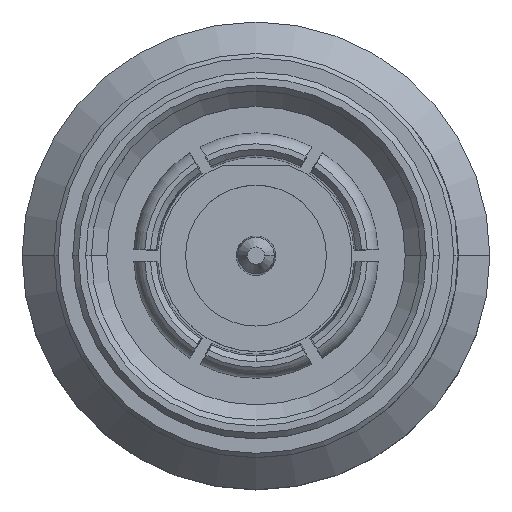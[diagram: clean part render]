
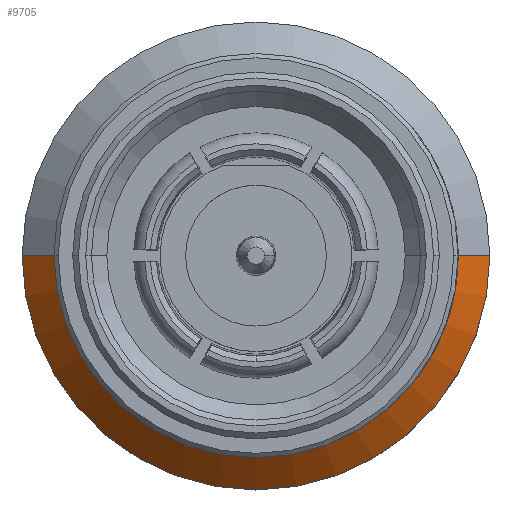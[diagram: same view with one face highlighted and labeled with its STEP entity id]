
A CAD part, top view. The second image highlights one B-rep face of the part: STEP entity #9705.
In plain terms, the highlighted conical face has half-angle 45 degrees and reference radius 8.1 mm.
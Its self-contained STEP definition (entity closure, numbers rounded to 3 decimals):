
#988 = CARTESIAN_POINT ( 'NONE',  ( 8.1, 0., -5.9 ) ) ;
#1541 = DIRECTION ( 'NONE',  ( -0.707, 0., -0.707 ) ) ;
#1884 = EDGE_CURVE ( 'NONE', #15717, #12956, #5046, .T. ) ;
#2287 = DIRECTION ( 'NONE',  ( 0., 0., 1. ) ) ;
#2348 = DIRECTION ( 'NONE',  ( 1., 0., 0. ) ) ;
#2510 = ORIENTED_EDGE ( 'NONE', *, *, #4952, .F. ) ;
#2747 = AXIS2_PLACEMENT_3D ( 'NONE', #11081, #2287, #2348 ) ;
#3366 = CARTESIAN_POINT ( 'NONE',  ( -6.35, 0., -4.15 ) ) ;
#3832 = DIRECTION ( 'NONE',  ( 1., 0., 0. ) ) ;
#4262 = ORIENTED_EDGE ( 'NONE', *, *, #8181, .T. ) ;
#4952 = EDGE_CURVE ( 'NONE', #18198, #15792, #14215, .T. ) ;
#5046 = CIRCLE ( 'NONE', #2747, 8.1 ) ;
#5697 = CONICAL_SURFACE ( 'NONE', #7634, 8.1, 0.785 ) ;
#5887 = DIRECTION ( 'NONE',  ( -1., 0., 0. ) ) ;
#6686 = LINE ( 'NONE', #7331, #10847 ) ;
#7331 = CARTESIAN_POINT ( 'NONE',  ( -8.1, 0., -5.9 ) ) ;
#7374 = CARTESIAN_POINT ( 'NONE',  ( 0., 0., -5.9 ) ) ;
#7634 = AXIS2_PLACEMENT_3D ( 'NONE', #7374, #13209, #5887 ) ;
#8181 = EDGE_CURVE ( 'NONE', #18198, #15717, #6686, .T. ) ;
#9011 = AXIS2_PLACEMENT_3D ( 'NONE', #15624, #16856, #3832 ) ;
#9199 = LINE ( 'NONE', #18932, #18847 ) ;
#9246 = EDGE_LOOP ( 'NONE', ( #11517, #2510, #4262, #17998 ) ) ;
#9335 = CARTESIAN_POINT ( 'NONE',  ( 6.35, 0., -4.15 ) ) ;
#9705 = ADVANCED_FACE ( 'NONE', ( #16034 ), #5697, .T. ) ;
#10748 = EDGE_CURVE ( 'NONE', #15792, #12956, #9199, .T. ) ;
#10847 = VECTOR ( 'NONE', #1541, 1000. ) ;
#11081 = CARTESIAN_POINT ( 'NONE',  ( 0., 0., -5.9 ) ) ;
#11517 = ORIENTED_EDGE ( 'NONE', *, *, #10748, .F. ) ;
#12956 = VERTEX_POINT ( 'NONE', #988 ) ;
#13209 = DIRECTION ( 'NONE',  ( 0., 0., -1. ) ) ;
#14215 = CIRCLE ( 'NONE', #9011, 6.35 ) ;
#14550 = CARTESIAN_POINT ( 'NONE',  ( -8.1, 0., -5.9 ) ) ;
#15624 = CARTESIAN_POINT ( 'NONE',  ( 0., 0., -4.15 ) ) ;
#15717 = VERTEX_POINT ( 'NONE', #14550 ) ;
#15792 = VERTEX_POINT ( 'NONE', #9335 ) ;
#16034 = FACE_OUTER_BOUND ( 'NONE', #9246, .T. ) ;
#16856 = DIRECTION ( 'NONE',  ( 0., 0., 1. ) ) ;
#17400 = DIRECTION ( 'NONE',  ( 0.707, 0., -0.707 ) ) ;
#17998 = ORIENTED_EDGE ( 'NONE', *, *, #1884, .T. ) ;
#18198 = VERTEX_POINT ( 'NONE', #3366 ) ;
#18847 = VECTOR ( 'NONE', #17400, 1000. ) ;
#18932 = CARTESIAN_POINT ( 'NONE',  ( 8.1, 0., -5.9 ) ) ;
